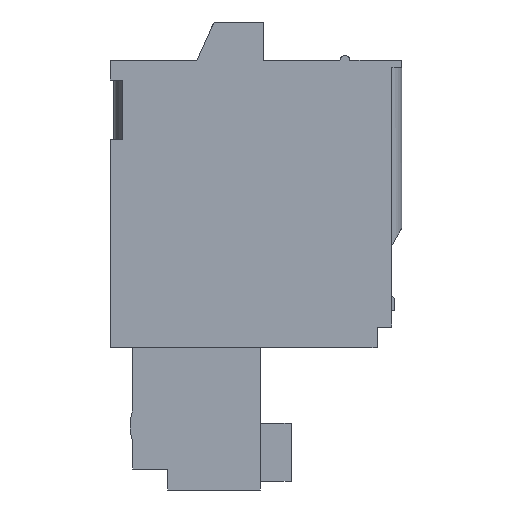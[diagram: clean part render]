
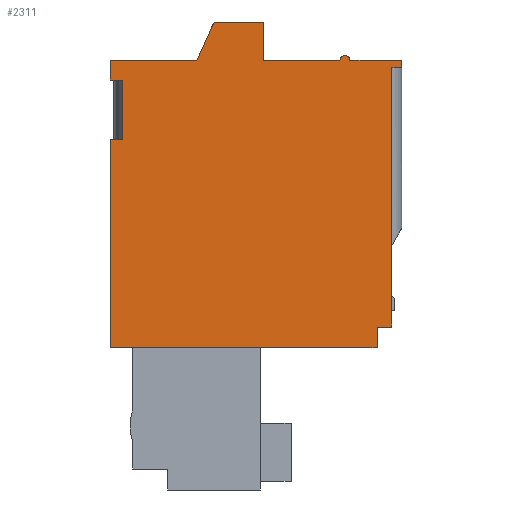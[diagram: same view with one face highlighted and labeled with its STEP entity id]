
A CAD part, left-side view. The second image highlights one B-rep face of the part: STEP entity #2311.
In plain terms, the highlighted planar face has unit normal (-1, 0, 0).
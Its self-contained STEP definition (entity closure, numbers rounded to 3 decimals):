
#2311 = ADVANCED_FACE( '', ( #5054 ), #5055, .T. );
#5054 = FACE_OUTER_BOUND( '', #8279, .T. );
#5055 = PLANE( '', #8280 );
#8279 = EDGE_LOOP( '', ( #14851, #14852, #14853, #14854, #14855, #14856, #14857, #14858, #14859, #14860, #14861, #14862, #14863, #14864, #14865, #14866, #14867, #14868 ) );
#8280 = AXIS2_PLACEMENT_3D( '', #14869, #14870, #14871 );
#14851 = ORIENTED_EDGE( '', *, *, #20981, .T. );
#14852 = ORIENTED_EDGE( '', *, *, #22749, .T. );
#14853 = ORIENTED_EDGE( '', *, *, #22750, .T. );
#14854 = ORIENTED_EDGE( '', *, *, #22751, .T. );
#14855 = ORIENTED_EDGE( '', *, *, #20472, .T. );
#14856 = ORIENTED_EDGE( '', *, *, #20903, .T. );
#14857 = ORIENTED_EDGE( '', *, *, #22752, .T. );
#14858 = ORIENTED_EDGE( '', *, *, #22387, .T. );
#14859 = ORIENTED_EDGE( '', *, *, #22546, .T. );
#14860 = ORIENTED_EDGE( '', *, *, #22753, .T. );
#14861 = ORIENTED_EDGE( '', *, *, #20782, .T. );
#14862 = ORIENTED_EDGE( '', *, *, #20541, .T. );
#14863 = ORIENTED_EDGE( '', *, *, #22754, .T. );
#14864 = ORIENTED_EDGE( '', *, *, #22755, .T. );
#14865 = ORIENTED_EDGE( '', *, *, #22684, .T. );
#14866 = ORIENTED_EDGE( '', *, *, #20845, .T. );
#14867 = ORIENTED_EDGE( '', *, *, #22556, .T. );
#14868 = ORIENTED_EDGE( '', *, *, #21883, .T. );
#14869 = CARTESIAN_POINT( '', ( -10.3, -4.1, 5.55 ) );
#14870 = DIRECTION( '', ( -1., 0., 0. ) );
#14871 = DIRECTION( '', ( 0., 0., 1. ) );
#20472 = EDGE_CURVE( '', #24839, #24840, #24841, .T. );
#20541 = EDGE_CURVE( '', #24966, #24967, #24968, .T. );
#20782 = EDGE_CURVE( '', #25396, #24966, #25397, .T. );
#20845 = EDGE_CURVE( '', #25505, #25503, #25506, .T. );
#20903 = EDGE_CURVE( '', #24840, #25611, #25612, .T. );
#20981 = EDGE_CURVE( '', #25745, #25743, #25746, .T. );
#21883 = EDGE_CURVE( '', #27230, #25745, #27231, .T. );
#22387 = EDGE_CURVE( '', #27959, #27960, #27961, .T. );
#22546 = EDGE_CURVE( '', #27960, #28194, #28196, .T. );
#22556 = EDGE_CURVE( '', #25503, #27230, #28208, .T. );
#22684 = EDGE_CURVE( '', #28389, #25505, #28390, .T. );
#22749 = EDGE_CURVE( '', #25743, #28478, #28479, .T. );
#22750 = EDGE_CURVE( '', #28478, #28480, #28481, .T. );
#22751 = EDGE_CURVE( '', #28480, #24839, #28482, .T. );
#22752 = EDGE_CURVE( '', #25611, #27959, #28483, .T. );
#22753 = EDGE_CURVE( '', #28194, #25396, #28484, .T. );
#22754 = EDGE_CURVE( '', #24967, #28485, #28486, .T. );
#22755 = EDGE_CURVE( '', #28485, #28389, #28487, .T. );
#24839 = VERTEX_POINT( '', #31174 );
#24840 = VERTEX_POINT( '', #31175 );
#24841 = LINE( '', #31176, #31177 );
#24966 = VERTEX_POINT( '', #31357 );
#24967 = VERTEX_POINT( '', #31358 );
#24968 = LINE( '', #31359, #31360 );
#25396 = VERTEX_POINT( '', #31996 );
#25397 = LINE( '', #31997, #31998 );
#25503 = VERTEX_POINT( '', #32147 );
#25505 = VERTEX_POINT( '', #32150 );
#25506 = LINE( '', #32151, #32152 );
#25611 = VERTEX_POINT( '', #32302 );
#25612 = LINE( '', #32303, #32304 );
#25743 = VERTEX_POINT( '', #32508 );
#25745 = VERTEX_POINT( '', #32511 );
#25746 = LINE( '', #32512, #32513 );
#27230 = VERTEX_POINT( '', #34753 );
#27231 = LINE( '', #34754, #34755 );
#27959 = VERTEX_POINT( '', #35854 );
#27960 = VERTEX_POINT( '', #35855 );
#27961 = LINE( '', #35856, #35857 );
#28194 = VERTEX_POINT( '', #36196 );
#28196 = LINE( '', #36199, #36200 );
#28208 = LINE( '', #36218, #36219 );
#28389 = VERTEX_POINT( '', #36494 );
#28390 = LINE( '', #36495, #36496 );
#28478 = VERTEX_POINT( '', #36625 );
#28479 = LINE( '', #36626, #36627 );
#28480 = VERTEX_POINT( '', #36628 );
#28481 = LINE( '', #36629, #36630 );
#28482 = LINE( '', #36631, #36632 );
#28483 = CIRCLE( '', #36633, 0.2 );
#28484 = LINE( '', #36634, #36635 );
#28485 = VERTEX_POINT( '', #36636 );
#28486 = LINE( '', #36637, #36638 );
#28487 = LINE( '', #36639, #36640 );
#31174 = CARTESIAN_POINT( '', ( -10.3, -6.4, 5.25 ) );
#31175 = CARTESIAN_POINT( '', ( -10.3, -6.4, 5.55 ) );
#31176 = CARTESIAN_POINT( '', ( -10.3, -6.4, 5.25 ) );
#31177 = VECTOR( '', #39324, 1000. );
#31357 = CARTESIAN_POINT( '', ( -10.3, 1.9, 5.55 ) );
#31358 = CARTESIAN_POINT( '', ( -10.3, 5.4, 5.55 ) );
#31359 = CARTESIAN_POINT( '', ( -10.3, 1.9, 5.55 ) );
#31360 = VECTOR( '', #39404, 1000. );
#31996 = CARTESIAN_POINT( '', ( -10.3, 1.2, 7.1 ) );
#31997 = CARTESIAN_POINT( '', ( -10.3, 1.2, 7.1 ) );
#31998 = VECTOR( '', #39656, 1000. );
#32147 = CARTESIAN_POINT( '', ( -10.3, 5.4, 2.35 ) );
#32150 = CARTESIAN_POINT( '', ( -10.3, 4.9, 2.35 ) );
#32151 = CARTESIAN_POINT( '', ( -10.3, 4.9, 2.35 ) );
#32152 = VECTOR( '', #39728, 1000. );
#32302 = CARTESIAN_POINT( '', ( -10.3, -4.3, 5.55 ) );
#32303 = CARTESIAN_POINT( '', ( -10.3, -6.4, 5.55 ) );
#32304 = VECTOR( '', #39798, 1000. );
#32508 = CARTESIAN_POINT( '', ( -10.3, -5.4, -5.25 ) );
#32511 = CARTESIAN_POINT( '', ( -10.3, -5.4, -6.1 ) );
#32512 = CARTESIAN_POINT( '', ( -10.3, -5.4, -6.1 ) );
#32513 = VECTOR( '', #39889, 1000. );
#34753 = CARTESIAN_POINT( '', ( -10.3, 5.4, -6.1 ) );
#34754 = CARTESIAN_POINT( '', ( -10.3, 5.4, -6.1 ) );
#34755 = VECTOR( '', #40711, 1000. );
#35854 = CARTESIAN_POINT( '', ( -10.3, -3.9, 5.55 ) );
#35855 = CARTESIAN_POINT( '', ( -10.3, -0.8, 5.55 ) );
#35856 = CARTESIAN_POINT( '', ( -10.3, -3.9, 5.55 ) );
#35857 = VECTOR( '', #41154, 1000. );
#36196 = CARTESIAN_POINT( '', ( -10.3, -0.8, 7.1 ) );
#36199 = CARTESIAN_POINT( '', ( -10.3, -0.8, 5.55 ) );
#36200 = VECTOR( '', #41307, 1000. );
#36218 = CARTESIAN_POINT( '', ( -10.3, 5.4, 2.35 ) );
#36219 = VECTOR( '', #41314, 1000. );
#36494 = CARTESIAN_POINT( '', ( -10.3, 4.9, 4.75 ) );
#36495 = CARTESIAN_POINT( '', ( -10.3, 4.9, 4.75 ) );
#36496 = VECTOR( '', #41424, 1000. );
#36625 = CARTESIAN_POINT( '', ( -10.3, -6., -5.25 ) );
#36626 = CARTESIAN_POINT( '', ( -10.3, -5.4, -5.25 ) );
#36627 = VECTOR( '', #41472, 1000. );
#36628 = CARTESIAN_POINT( '', ( -10.3, -6., 5.25 ) );
#36629 = CARTESIAN_POINT( '', ( -10.3, -6., -5.25 ) );
#36630 = VECTOR( '', #41473, 1000. );
#36631 = CARTESIAN_POINT( '', ( -10.3, -6., 5.25 ) );
#36632 = VECTOR( '', #41474, 1000. );
#36633 = AXIS2_PLACEMENT_3D( '', #41475, #41476, #41477 );
#36634 = CARTESIAN_POINT( '', ( -10.3, -0.8, 7.1 ) );
#36635 = VECTOR( '', #41478, 1000. );
#36636 = CARTESIAN_POINT( '', ( -10.3, 5.4, 4.75 ) );
#36637 = CARTESIAN_POINT( '', ( -10.3, 5.4, 5.55 ) );
#36638 = VECTOR( '', #41479, 1000. );
#36639 = CARTESIAN_POINT( '', ( -10.3, 5.4, 4.75 ) );
#36640 = VECTOR( '', #41480, 1000. );
#39324 = DIRECTION( '', ( 0., 0., 1. ) );
#39404 = DIRECTION( '', ( 0., 1., 0. ) );
#39656 = DIRECTION( '', ( 0., 0.412, -0.911 ) );
#39728 = DIRECTION( '', ( 0., 1., 0. ) );
#39798 = DIRECTION( '', ( 0., 1., 0. ) );
#39889 = DIRECTION( '', ( 0., 0., 1. ) );
#40711 = DIRECTION( '', ( 0., -1., 0. ) );
#41154 = DIRECTION( '', ( 0., 1., 0. ) );
#41307 = DIRECTION( '', ( 0., 0., 1. ) );
#41314 = DIRECTION( '', ( 0., 0., -1. ) );
#41424 = DIRECTION( '', ( 0., 0., -1. ) );
#41472 = DIRECTION( '', ( 0., -1., 0. ) );
#41473 = DIRECTION( '', ( 0., 0., 1. ) );
#41474 = DIRECTION( '', ( 0., -1., 0. ) );
#41475 = CARTESIAN_POINT( '', ( -10.3, -4.1, 5.55 ) );
#41476 = DIRECTION( '', ( -1., 0., 0. ) );
#41477 = DIRECTION( '', ( 0., -1., 0. ) );
#41478 = DIRECTION( '', ( 0., 1., 0. ) );
#41479 = DIRECTION( '', ( 0., 0., -1. ) );
#41480 = DIRECTION( '', ( 0., -1., 0. ) );
